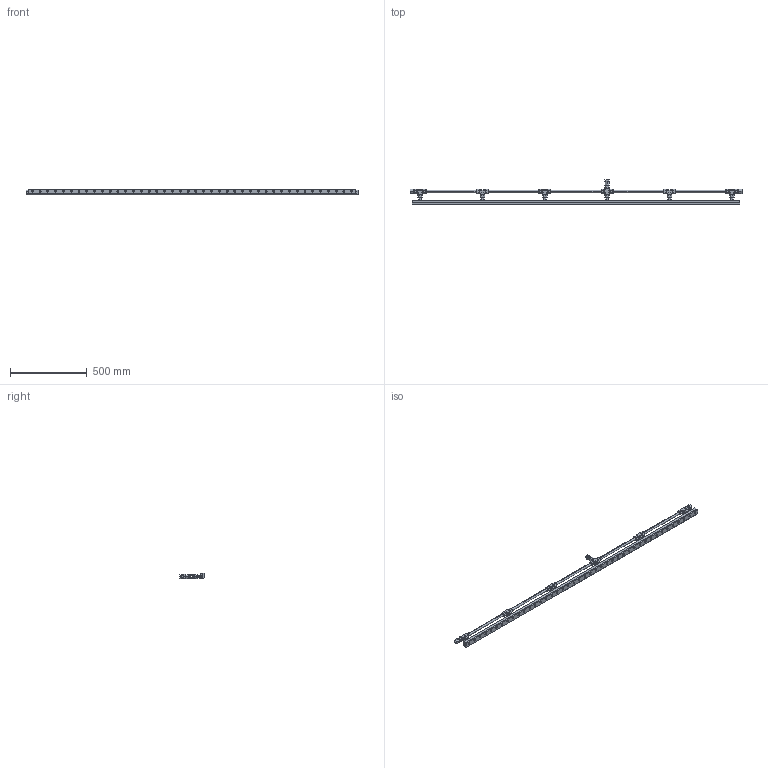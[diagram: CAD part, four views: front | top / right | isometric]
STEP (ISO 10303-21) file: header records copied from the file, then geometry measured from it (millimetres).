
FILE_DESCRIPTION(('STEP AP203'),'1');
FILE_NAME('110284ss-316pki.stp','2024-09-24T13:14:14',('TraceParts'),('TraceParts S.A.'),'Spatial InterOp 3D',' ',' ');
FILE_SCHEMA(('CONFIG_CONTROL_DESIGN'));
Length unit declared in the file: millimetre
Products named in the file (1): 1
Bounding box: 2164.08 x 158.41 x 39.02 mm (x, y, z)
Volume: 2288966.7 mm3; surface area: 780788.1 mm2
Topology: 65 solids, 65 shells, 2159 faces, 5318 edges, 3448 vertices
Faces by surface type: plane 1053, cylinder 760, cone 178, torus 168
Entity records: 64354 total; most frequent: DIRECTION 11728, CARTESIAN_POINT 11574, ORIENTED_EDGE 10460, EDGE_CURVE 5230, AXIS2_PLACEMENT_3D 4610, VERTEX_POINT 3448, EDGE_LOOP 2640, LINE 2508
